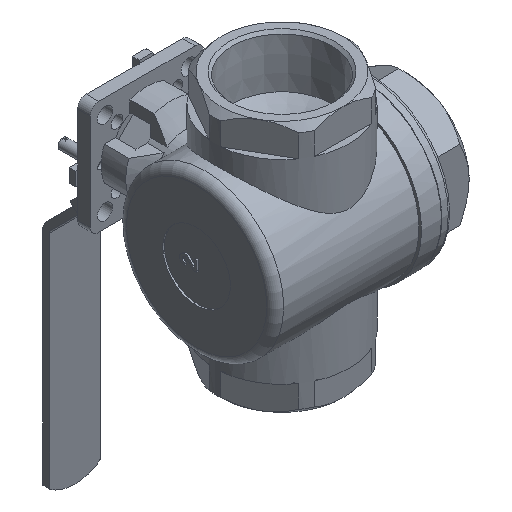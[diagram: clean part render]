
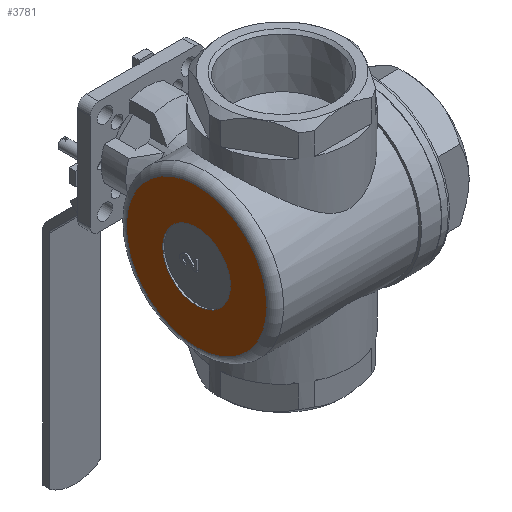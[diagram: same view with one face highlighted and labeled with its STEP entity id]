
A CAD part, isometric view. The second image highlights one B-rep face of the part: STEP entity #3781.
In plain terms, the highlighted planar face has unit normal (-1, 0, 0).
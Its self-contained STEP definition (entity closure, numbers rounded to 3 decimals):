
#278=CIRCLE('',#4144,41.5);
#279=CIRCLE('',#4146,20.);
#672=ORIENTED_EDGE('',*,*,#1696,.F.);
#673=ORIENTED_EDGE('',*,*,#1697,.T.);
#1696=EDGE_CURVE('',#2191,#2191,#278,.T.);
#1697=EDGE_CURVE('',#2192,#2192,#279,.T.);
#2191=VERTEX_POINT('',#6228);
#2192=VERTEX_POINT('',#6231);
#3092=EDGE_LOOP('',(#672));
#3093=EDGE_LOOP('',(#673));
#3384=FACE_BOUND('',#3092,.T.);
#3385=FACE_BOUND('',#3093,.T.);
#3629=PLANE('',#4145);
#3781=ADVANCED_FACE('',(#3384,#3385),#3629,.F.);
#4144=AXIS2_PLACEMENT_3D('',#6227,#4811,#4812);
#4145=AXIS2_PLACEMENT_3D('',#6229,#4813,#4814);
#4146=AXIS2_PLACEMENT_3D('',#6230,#4815,#4816);
#4811=DIRECTION('',(1.,0.,0.));
#4812=DIRECTION('',(0.,0.,-1.));
#4813=DIRECTION('',(1.,0.,0.));
#4814=DIRECTION('',(0.,0.,-1.));
#4815=DIRECTION('',(1.,0.,0.));
#4816=DIRECTION('',(0.,0.,-1.));
#6227=CARTESIAN_POINT('',(-50.5,0.,0.));
#6228=CARTESIAN_POINT('',(-50.5,0.,-41.5));
#6229=CARTESIAN_POINT('',(-50.5,0.,0.));
#6230=CARTESIAN_POINT('',(-50.5,0.,0.));
#6231=CARTESIAN_POINT('',(-50.5,0.,-20.));
